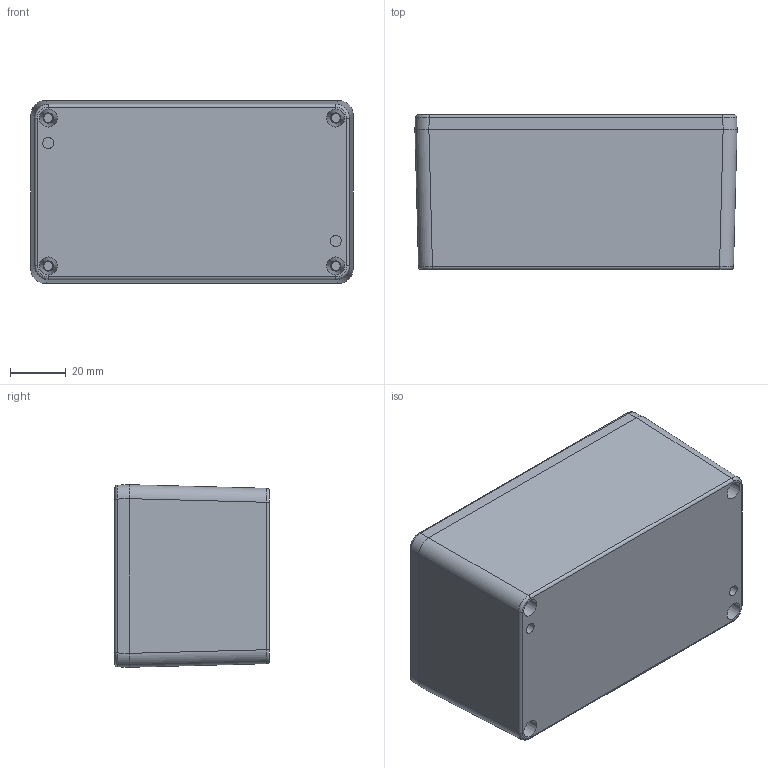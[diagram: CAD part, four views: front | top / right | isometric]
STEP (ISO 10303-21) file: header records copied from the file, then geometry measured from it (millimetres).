
FILE_DESCRIPTION((''),'2;1');
FILE_NAME('1550Z111 Assembly.iam.stp','2013-09-19T09:58:19',(''),(''),'Autodesk Inventor 2013','Autodesk Inventor 2013','');
FILE_SCHEMA(('AUTOMOTIVE_DESIGN { 1 0 10303 214 1 1 1 1 }'));
Length unit declared in the file: metre
Products named in the file (5): 1550Z111 Assembly; 1550Z111 BOX v1; 1550Z106 LID v2; 1550Z106 gasket v1 091103; M4x0.7x20 Flat Cross
Assembly tree (7 placements, depth 2):
  1550Z111 Assembly
    1550Z111 BOX v1
    1550Z106 LID v2
    1550Z106 gasket v1 091103
    M4x0.7x20 Flat Cross  x4
Bounding box: 115.4 x 55.52 x 65.4 mm (x, y, z)
Volume: 113937.6 mm3; surface area: 76215.1 mm2
Topology: 7 solids, 7 shells, 1378 faces, 3475 edges, 2184 vertices
Faces by surface type: plane 383, bspline 351, cone 258, cylinder 238, torus 148
Full cylindrical faces by diameter (mm): 3.3 x4, 3.9 x60, 7.5 x4
Entity records: 51945 total; most frequent: CARTESIAN_POINT 25782, ORIENTED_EDGE 5686, DIRECTION 4659, EDGE_CURVE 2843, VERTEX_POINT 1838, AXIS2_PLACEMENT_3D 1645, EDGE_LOOP 1381, VECTOR 1369
